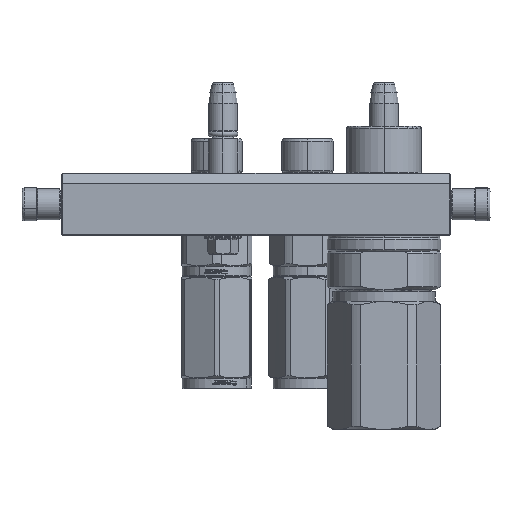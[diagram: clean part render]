
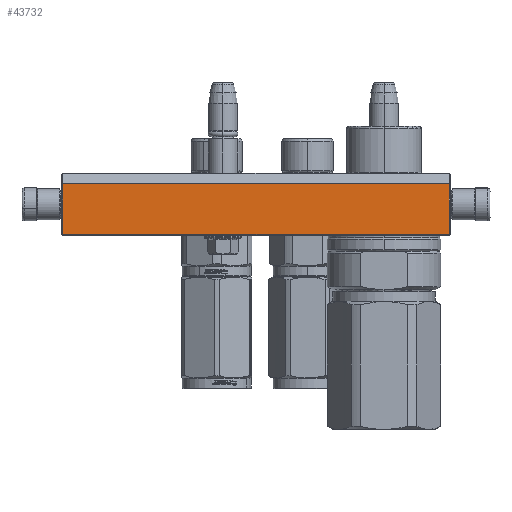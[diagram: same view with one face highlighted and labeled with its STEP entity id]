
A CAD part, left-side view. The second image highlights one B-rep face of the part: STEP entity #43732.
In plain terms, the highlighted face is planar.
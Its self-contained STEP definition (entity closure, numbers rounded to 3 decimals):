
#921 = DIRECTION ( 'NONE',  ( 0., 1., 0. ) ) ;
#3587 = LINE ( 'NONE', #9513, #39920 ) ;
#4025 = PLANE ( 'NONE',  #8174 ) ;
#8174 = AXIS2_PLACEMENT_3D ( 'NONE', #40053, #44865, #8444 ) ;
#8444 = DIRECTION ( 'NONE',  ( -1., 0., 0. ) ) ;
#9248 = CARTESIAN_POINT ( 'NONE',  ( -93.5, 29.5, -45. ) ) ;
#9513 = CARTESIAN_POINT ( 'NONE',  ( 93.5, 5., -45. ) ) ;
#11584 = LINE ( 'NONE', #34215, #36412 ) ;
#20932 = CARTESIAN_POINT ( 'NONE',  ( -93.5, 5., -45. ) ) ;
#25069 = ORIENTED_EDGE ( 'NONE', *, *, #25812, .T. ) ;
#25812 = EDGE_CURVE ( 'NONE', #33047, #45416, #39496, .T. ) ;
#27298 = EDGE_CURVE ( 'NONE', #35414, #52274, #3587, .T. ) ;
#27534 = ORIENTED_EDGE ( 'NONE', *, *, #51781, .F. ) ;
#33047 = VERTEX_POINT ( 'NONE', #20932 ) ;
#34215 = CARTESIAN_POINT ( 'NONE',  ( 93.5, 5., -45. ) ) ;
#35077 = CARTESIAN_POINT ( 'NONE',  ( 93.5, 29.5, -45. ) ) ;
#35414 = VERTEX_POINT ( 'NONE', #45178 ) ;
#36412 = VECTOR ( 'NONE', #58344, 1000. ) ;
#39496 = LINE ( 'NONE', #52838, #54507 ) ;
#39920 = VECTOR ( 'NONE', #921, 1000. ) ;
#40053 = CARTESIAN_POINT ( 'NONE',  ( 94., 0., -45. ) ) ;
#40595 = LINE ( 'NONE', #58291, #44156 ) ;
#43732 = ADVANCED_FACE ( 'NONE', ( #54842 ), #4025, .T. ) ;
#44156 = VECTOR ( 'NONE', #57916, 1000. ) ;
#44865 = DIRECTION ( 'NONE',  ( 0., 0., -1. ) ) ;
#45178 = CARTESIAN_POINT ( 'NONE',  ( 93.5, 5., -45. ) ) ;
#45416 = VERTEX_POINT ( 'NONE', #9248 ) ;
#48936 = ORIENTED_EDGE ( 'NONE', *, *, #49055, .T. ) ;
#49055 = EDGE_CURVE ( 'NONE', #35414, #33047, #11584, .T. ) ;
#49799 = EDGE_LOOP ( 'NONE', ( #25069, #27534, #57308, #48936 ) ) ;
#51781 = EDGE_CURVE ( 'NONE', #52274, #45416, #40595, .T. ) ;
#52274 = VERTEX_POINT ( 'NONE', #35077 ) ;
#52838 = CARTESIAN_POINT ( 'NONE',  ( -93.5, 5., -45. ) ) ;
#54507 = VECTOR ( 'NONE', #57632, 1000. ) ;
#54842 = FACE_OUTER_BOUND ( 'NONE', #49799, .T. ) ;
#57308 = ORIENTED_EDGE ( 'NONE', *, *, #27298, .F. ) ;
#57632 = DIRECTION ( 'NONE',  ( 0., 1., 0. ) ) ;
#57916 = DIRECTION ( 'NONE',  ( -1., 0., 0. ) ) ;
#58291 = CARTESIAN_POINT ( 'NONE',  ( 93.5, 29.5, -45. ) ) ;
#58344 = DIRECTION ( 'NONE',  ( -1., 0., 0. ) ) ;
